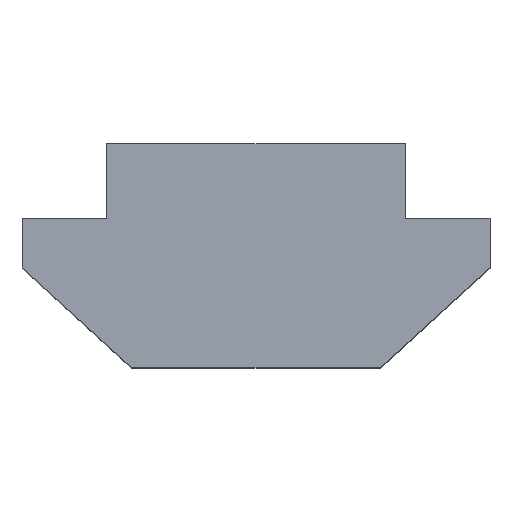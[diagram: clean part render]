
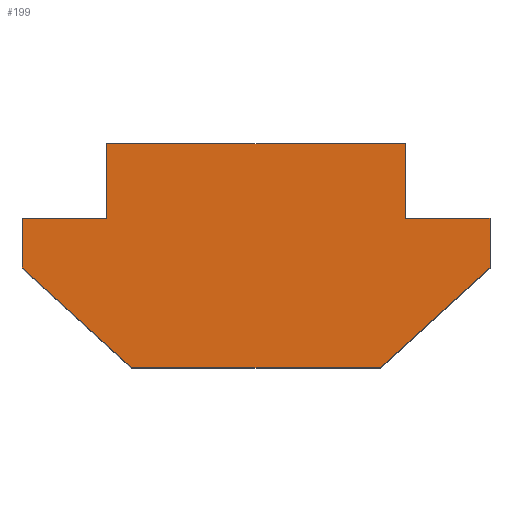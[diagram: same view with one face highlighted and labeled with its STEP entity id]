
A CAD part, top view. The second image highlights one B-rep face of the part: STEP entity #199.
In plain terms, the highlighted planar face has unit normal (0, 0, 1).
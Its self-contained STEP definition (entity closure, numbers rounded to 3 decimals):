
#18 = DIRECTION ( 'NONE',  ( -1., 0., 0. ) ) ;
#19 = AXIS2_PLACEMENT_3D ( 'NONE', #484, #225, #146 ) ;
#49 = VERTEX_POINT ( 'NONE', #56 ) ;
#56 = CARTESIAN_POINT ( 'NONE',  ( -4.7, -2.5, 5. ) ) ;
#61 = DIRECTION ( 'NONE',  ( 0.74, -0.673, 0. ) ) ;
#66 = LINE ( 'NONE', #143, #446 ) ;
#68 = CARTESIAN_POINT ( 'NONE',  ( -3., -1.5, 5. ) ) ;
#70 = VECTOR ( 'NONE', #95, 1000. ) ;
#77 = VERTEX_POINT ( 'NONE', #222 ) ;
#81 = LINE ( 'NONE', #218, #181 ) ;
#86 = VECTOR ( 'NONE', #141, 1000. ) ;
#92 = DIRECTION ( 'NONE',  ( 0., 1., 0. ) ) ;
#95 = DIRECTION ( 'NONE',  ( 0., 1., 0. ) ) ;
#102 = CARTESIAN_POINT ( 'NONE',  ( -3., -1.5, 5. ) ) ;
#105 = CARTESIAN_POINT ( 'NONE',  ( -2.5, -4.5, 5. ) ) ;
#120 = ORIENTED_EDGE ( 'NONE', *, *, #156, .T. ) ;
#126 = EDGE_CURVE ( 'NONE', #377, #413, #317, .T. ) ;
#127 = CARTESIAN_POINT ( 'NONE',  ( -3., 0., 5. ) ) ;
#137 = VECTOR ( 'NONE', #170, 1000. ) ;
#140 = EDGE_CURVE ( 'NONE', #205, #330, #365, .T. ) ;
#141 = DIRECTION ( 'NONE',  ( -1., 0., 0. ) ) ;
#143 = CARTESIAN_POINT ( 'NONE',  ( -2.5, -4.5, 5. ) ) ;
#145 = CARTESIAN_POINT ( 'NONE',  ( 3., 0., 5. ) ) ;
#146 = DIRECTION ( 'NONE',  ( -1., 0., 0. ) ) ;
#154 = VECTOR ( 'NONE', #18, 1000. ) ;
#156 = EDGE_CURVE ( 'NONE', #242, #77, #182, .T. ) ;
#166 = VECTOR ( 'NONE', #467, 1000. ) ;
#170 = DIRECTION ( 'NONE',  ( 0., -1., 0. ) ) ;
#181 = VECTOR ( 'NONE', #92, 1000. ) ;
#182 = LINE ( 'NONE', #102, #86 ) ;
#191 = ORIENTED_EDGE ( 'NONE', *, *, #342, .T. ) ;
#194 = VERTEX_POINT ( 'NONE', #105 ) ;
#199 = ADVANCED_FACE ( 'NONE', ( #485 ), #528, .F. ) ;
#201 = ORIENTED_EDGE ( 'NONE', *, *, #126, .T. ) ;
#203 = EDGE_LOOP ( 'NONE', ( #215, #120, #191, #520, #496, #531, #407, #201, #447, #289 ) ) ;
#205 = VERTEX_POINT ( 'NONE', #145 ) ;
#207 = CARTESIAN_POINT ( 'NONE',  ( 4.7, -1.5, 5. ) ) ;
#215 = ORIENTED_EDGE ( 'NONE', *, *, #454, .T. ) ;
#218 = CARTESIAN_POINT ( 'NONE',  ( 3., 0., 5. ) ) ;
#222 = CARTESIAN_POINT ( 'NONE',  ( -4.7, -1.5, 5. ) ) ;
#225 = DIRECTION ( 'NONE',  ( 0., 0., -1. ) ) ;
#228 = CARTESIAN_POINT ( 'NONE',  ( 4.7, -2.5, 5. ) ) ;
#229 = EDGE_CURVE ( 'NONE', #49, #194, #361, .T. ) ;
#232 = DIRECTION ( 'NONE',  ( 1., 0., 0. ) ) ;
#238 = EDGE_CURVE ( 'NONE', #194, #369, #66, .T. ) ;
#242 = VERTEX_POINT ( 'NONE', #68 ) ;
#245 = VERTEX_POINT ( 'NONE', #228 ) ;
#268 = CARTESIAN_POINT ( 'NONE',  ( 3., -1.5, 5. ) ) ;
#289 = ORIENTED_EDGE ( 'NONE', *, *, #140, .T. ) ;
#317 = LINE ( 'NONE', #268, #422 ) ;
#330 = VERTEX_POINT ( 'NONE', #522 ) ;
#342 = EDGE_CURVE ( 'NONE', #77, #49, #381, .T. ) ;
#343 = CARTESIAN_POINT ( 'NONE',  ( 2.5, -4.5, 5. ) ) ;
#344 = DIRECTION ( 'NONE',  ( 0., -1., 0. ) ) ;
#349 = CARTESIAN_POINT ( 'NONE',  ( -4.7, -1.5, 5. ) ) ;
#351 = LINE ( 'NONE', #518, #166 ) ;
#361 = LINE ( 'NONE', #443, #376 ) ;
#365 = LINE ( 'NONE', #400, #154 ) ;
#369 = VERTEX_POINT ( 'NONE', #343 ) ;
#376 = VECTOR ( 'NONE', #61, 1000. ) ;
#377 = VERTEX_POINT ( 'NONE', #207 ) ;
#381 = LINE ( 'NONE', #349, #137 ) ;
#395 = VECTOR ( 'NONE', #344, 1000. ) ;
#399 = EDGE_CURVE ( 'NONE', #245, #377, #470, .T. ) ;
#400 = CARTESIAN_POINT ( 'NONE',  ( 3., 0., 5. ) ) ;
#402 = DIRECTION ( 'NONE',  ( -1., 0., 0. ) ) ;
#407 = ORIENTED_EDGE ( 'NONE', *, *, #399, .T. ) ;
#413 = VERTEX_POINT ( 'NONE', #549 ) ;
#422 = VECTOR ( 'NONE', #402, 1000. ) ;
#424 = EDGE_CURVE ( 'NONE', #413, #205, #81, .T. ) ;
#429 = CARTESIAN_POINT ( 'NONE',  ( 4.7, -1.5, 5. ) ) ;
#443 = CARTESIAN_POINT ( 'NONE',  ( -4.7, -2.5, 5. ) ) ;
#446 = VECTOR ( 'NONE', #232, 1000. ) ;
#447 = ORIENTED_EDGE ( 'NONE', *, *, #424, .T. ) ;
#454 = EDGE_CURVE ( 'NONE', #330, #242, #500, .T. ) ;
#467 = DIRECTION ( 'NONE',  ( 0.74, 0.673, 0. ) ) ;
#470 = LINE ( 'NONE', #429, #70 ) ;
#484 = CARTESIAN_POINT ( 'NONE',  ( 0., 0., 5. ) ) ;
#485 = FACE_OUTER_BOUND ( 'NONE', #203, .T. ) ;
#493 = EDGE_CURVE ( 'NONE', #369, #245, #351, .T. ) ;
#496 = ORIENTED_EDGE ( 'NONE', *, *, #238, .T. ) ;
#500 = LINE ( 'NONE', #127, #395 ) ;
#518 = CARTESIAN_POINT ( 'NONE',  ( 4.7, -2.5, 5. ) ) ;
#520 = ORIENTED_EDGE ( 'NONE', *, *, #229, .T. ) ;
#522 = CARTESIAN_POINT ( 'NONE',  ( -3., 0., 5. ) ) ;
#528 = PLANE ( 'NONE',  #19 ) ;
#531 = ORIENTED_EDGE ( 'NONE', *, *, #493, .T. ) ;
#549 = CARTESIAN_POINT ( 'NONE',  ( 3., -1.5, 5. ) ) ;
